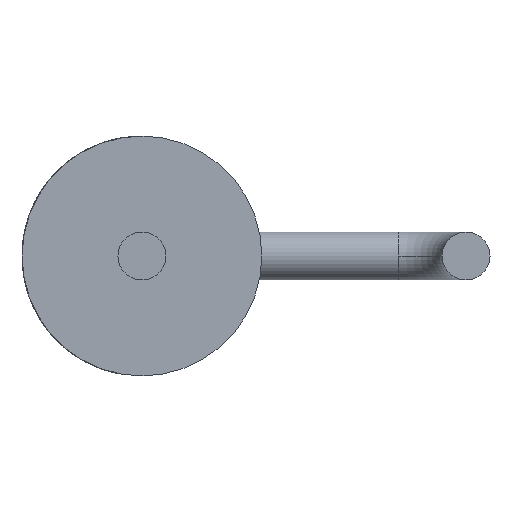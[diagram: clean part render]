
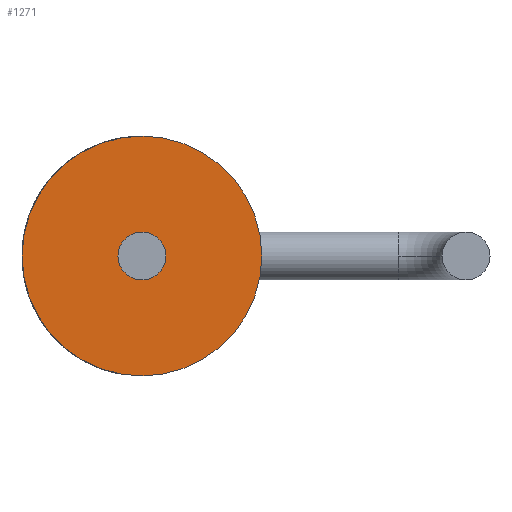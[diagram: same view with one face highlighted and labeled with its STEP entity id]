
A CAD part, front view. The second image highlights one B-rep face of the part: STEP entity #1271.
In plain terms, the highlighted planar face has unit normal (0, -1, 0).
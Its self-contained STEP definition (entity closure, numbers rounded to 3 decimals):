
#54 = EDGE_CURVE ( 'NONE', #3481, #625, #3602, .T. ) ;
#122 = ORIENTED_EDGE ( 'NONE', *, *, #517, .F. ) ;
#180 = ORIENTED_EDGE ( 'NONE', *, *, #4618, .F. ) ;
#216 = CARTESIAN_POINT ( 'NONE',  ( -0.47, 2., 0. ) ) ;
#253 = ORIENTED_EDGE ( 'NONE', *, *, #54, .F. ) ;
#273 = FACE_BOUND ( 'NONE', #4271, .T. ) ;
#330 = CARTESIAN_POINT ( 'NONE',  ( 0.47, 2., 0. ) ) ;
#332 = CARTESIAN_POINT ( 'NONE',  ( 0., 2., 0. ) ) ;
#402 = CARTESIAN_POINT ( 'NONE',  ( 0., 2., 0. ) ) ;
#448 = CIRCLE ( 'NONE', #3269, 0.47 ) ;
#517 = EDGE_CURVE ( 'NONE', #2121, #3775, #2062, .T. ) ;
#578 = DIRECTION ( 'NONE',  ( 0., 0., 1. ) ) ;
#625 = VERTEX_POINT ( 'NONE', #4699 ) ;
#681 = DIRECTION ( 'NONE',  ( 0., 0., 1. ) ) ;
#1132 = DIRECTION ( 'NONE',  ( 0., 1., 0. ) ) ;
#1271 = ADVANCED_FACE ( 'NONE', ( #273, #3825 ), #4591, .F. ) ;
#1358 = CARTESIAN_POINT ( 'NONE',  ( 0., 2., 2.35 ) ) ;
#1374 = DIRECTION ( 'NONE',  ( 0., 1., 0. ) ) ;
#1685 = DIRECTION ( 'NONE',  ( 0., 0., 1. ) ) ;
#2062 = CIRCLE ( 'NONE', #4739, 0.47 ) ;
#2121 = VERTEX_POINT ( 'NONE', #216 ) ;
#2304 = DIRECTION ( 'NONE',  ( 0., -1., 0. ) ) ;
#3146 = EDGE_CURVE ( 'NONE', #625, #3481, #3322, .T. ) ;
#3211 = DIRECTION ( 'NONE',  ( 0., 1., 0. ) ) ;
#3230 = CARTESIAN_POINT ( 'NONE',  ( 0., 2., 0. ) ) ;
#3269 = AXIS2_PLACEMENT_3D ( 'NONE', #4388, #4036, #1685 ) ;
#3322 = CIRCLE ( 'NONE', #4525, 2.35 ) ;
#3445 = ORIENTED_EDGE ( 'NONE', *, *, #3146, .F. ) ;
#3460 = AXIS2_PLACEMENT_3D ( 'NONE', #332, #1132, #4564 ) ;
#3481 = VERTEX_POINT ( 'NONE', #1358 ) ;
#3602 = CIRCLE ( 'NONE', #4813, 2.35 ) ;
#3720 = EDGE_LOOP ( 'NONE', ( #3445, #253 ) ) ;
#3775 = VERTEX_POINT ( 'NONE', #330 ) ;
#3825 = FACE_OUTER_BOUND ( 'NONE', #3720, .T. ) ;
#3960 = DIRECTION ( 'NONE',  ( 0., 0., 1. ) ) ;
#4034 = CARTESIAN_POINT ( 'NONE',  ( 0., 2., 0. ) ) ;
#4036 = DIRECTION ( 'NONE',  ( 0., -1., 0. ) ) ;
#4271 = EDGE_LOOP ( 'NONE', ( #180, #122 ) ) ;
#4388 = CARTESIAN_POINT ( 'NONE',  ( 0., 2., 0. ) ) ;
#4525 = AXIS2_PLACEMENT_3D ( 'NONE', #3230, #3211, #3960 ) ;
#4564 = DIRECTION ( 'NONE',  ( 0., 0., 1. ) ) ;
#4591 = PLANE ( 'NONE',  #3460 ) ;
#4618 = EDGE_CURVE ( 'NONE', #3775, #2121, #448, .T. ) ;
#4699 = CARTESIAN_POINT ( 'NONE',  ( 0., 2., -2.35 ) ) ;
#4739 = AXIS2_PLACEMENT_3D ( 'NONE', #402, #2304, #681 ) ;
#4813 = AXIS2_PLACEMENT_3D ( 'NONE', #4034, #1374, #578 ) ;
